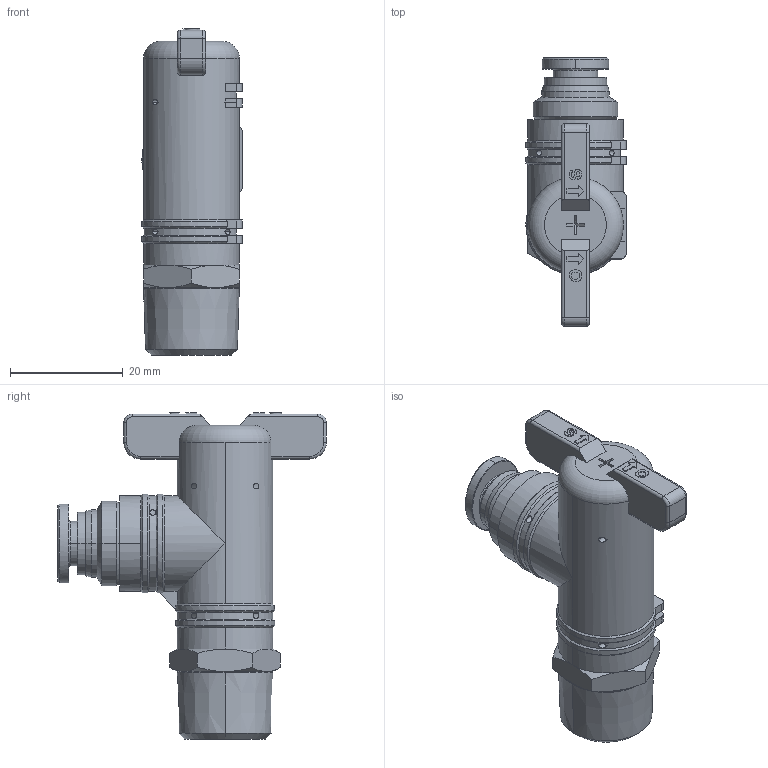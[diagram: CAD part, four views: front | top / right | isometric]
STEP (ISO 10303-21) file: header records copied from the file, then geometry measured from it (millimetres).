
FILE_DESCRIPTION((''),'2;1');
FILE_NAME('BL200603-mdt.stp','2017-07-24T19:13:21',(''),(''),'Mechanical Desktop 2009','Mechanical Desktop 2009',', , ');
FILE_SCHEMA(('CONFIG_CONTROL_DESIGN'));
Length unit declared in the file: millimetre
Products named in the file (8): BL200603-MDTA; BL200603-MDT; BOLT-M3; 20-R03; 20-R02; BC6-20; COLLAR-06C; HA
Assembly tree (8 placements, depth 3):
  BL200603-MDTA
    BL200603-MDT
    BOLT-M3
    20-R03
    20-R02
    BC6-20  x2
      COLLAR-06C
    HA
Bounding box: 17.8 x 47.75 x 57.95 mm (x, y, z)
Volume: 17158.7 mm3; surface area: 5790.8 mm2
Topology: 1 solids, 5 shells, 395 faces, 1020 edges, 646 vertices
Faces by surface type: plane 232, cylinder 99, cone 42, torus 16, bspline 6
Entity records: 13614 total; most frequent: CARTESIAN_POINT 3911, ORIENTED_EDGE 2036, DIRECTION 1931, EDGE_CURVE 1018, VECTOR 675, LINE 675, VERTEX_POINT 646, AXIS2_PLACEMENT_3D 628
